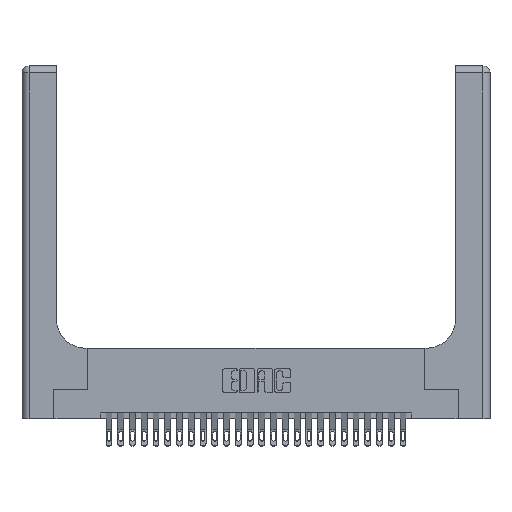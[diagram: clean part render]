
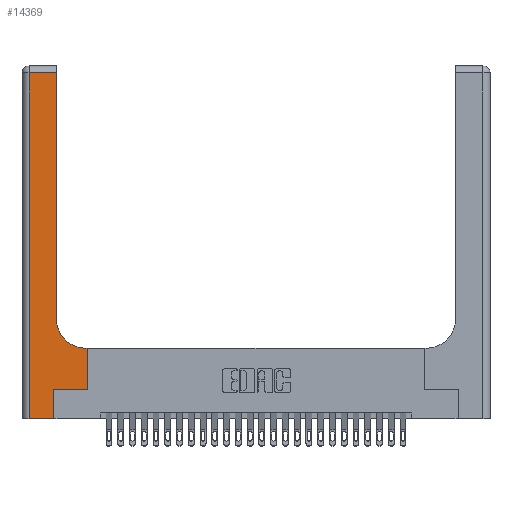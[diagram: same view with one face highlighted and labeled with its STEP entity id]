
A CAD part, top view. The second image highlights one B-rep face of the part: STEP entity #14369.
In plain terms, the highlighted planar face has unit normal (0, 0, 1).
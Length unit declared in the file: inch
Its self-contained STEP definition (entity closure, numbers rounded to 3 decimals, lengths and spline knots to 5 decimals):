
#995 = ORIENTED_EDGE ( 'NONE', *, *, #24211, .T. ) ;
#1214 = LINE ( 'NONE', #22538, #23596 ) ;
#2065 = CARTESIAN_POINT ( 'NONE',  ( 0.5415, 0.6, 0.37 ) ) ;
#2383 = VECTOR ( 'NONE', #10238, 39.37008 ) ;
#2407 = LINE ( 'NONE', #5041, #19061 ) ;
#2491 = DIRECTION ( 'NONE',  ( 0., 0., -1. ) ) ;
#2687 = ORIENTED_EDGE ( 'NONE', *, *, #7469, .T. ) ;
#3258 = CARTESIAN_POINT ( 'NONE',  ( 0., 0., 0.37 ) ) ;
#3858 = CARTESIAN_POINT ( 'NONE',  ( 0.269, 0., 0.37 ) ) ;
#4151 = EDGE_CURVE ( 'NONE', #17276, #4494, #17706, .T. ) ;
#4235 = DIRECTION ( 'NONE',  ( 0., 0., -1. ) ) ;
#4494 = VERTEX_POINT ( 'NONE', #5730 ) ;
#4521 = EDGE_CURVE ( 'NONE', #8924, #20665, #13994, .T. ) ;
#4527 = VERTEX_POINT ( 'NONE', #16751 ) ;
#5041 = CARTESIAN_POINT ( 'NONE',  ( 0.2915, 3., 0.37 ) ) ;
#5730 = CARTESIAN_POINT ( 'NONE',  ( 0.06, 2.94, 0.37 ) ) ;
#6775 = ORIENTED_EDGE ( 'NONE', *, *, #4151, .T. ) ;
#7186 = VERTEX_POINT ( 'NONE', #2065 ) ;
#7321 = VECTOR ( 'NONE', #23993, 39.37008 ) ;
#7402 = LINE ( 'NONE', #8291, #23319 ) ;
#7469 = EDGE_CURVE ( 'NONE', #20665, #20278, #1214, .T. ) ;
#7777 = CARTESIAN_POINT ( 'NONE',  ( 0.2915, 2.94, 0.37 ) ) ;
#8291 = CARTESIAN_POINT ( 'NONE',  ( 0.269, 0., 0.37 ) ) ;
#8924 = VERTEX_POINT ( 'NONE', #27750 ) ;
#9610 = CIRCLE ( 'NONE', #26122, 0.25 ) ;
#10238 = DIRECTION ( 'NONE',  ( 1., 0., 0. ) ) ;
#10545 = ORIENTED_EDGE ( 'NONE', *, *, #20388, .T. ) ;
#11264 = VERTEX_POINT ( 'NONE', #11494 ) ;
#11392 = EDGE_CURVE ( 'NONE', #4527, #21031, #24948, .T. ) ;
#11494 = CARTESIAN_POINT ( 'NONE',  ( 0.2915, 0.85, 0.37 ) ) ;
#12012 = CARTESIAN_POINT ( 'NONE',  ( 0.5585, 0.25, 0.37 ) ) ;
#12443 = CARTESIAN_POINT ( 'NONE',  ( 0.269, 0.25, 0.37 ) ) ;
#12635 = VECTOR ( 'NONE', #24266, 39.37008 ) ;
#13127 = LINE ( 'NONE', #17487, #7321 ) ;
#13459 = CARTESIAN_POINT ( 'NONE',  ( 0.06, 3., 0.37 ) ) ;
#13629 = ORIENTED_EDGE ( 'NONE', *, *, #19037, .T. ) ;
#13957 = DIRECTION ( 'NONE',  ( 0., 1., 0. ) ) ;
#13994 = LINE ( 'NONE', #12443, #2383 ) ;
#14369 = ADVANCED_FACE ( 'NONE', ( #19750 ), #17250, .F. ) ;
#14668 = CARTESIAN_POINT ( 'NONE',  ( 0.5585, 0.6, 0.37 ) ) ;
#15510 = CARTESIAN_POINT ( 'NONE',  ( 0.5415, 0.85, 0.37 ) ) ;
#15543 = DIRECTION ( 'NONE',  ( -1., 0., 0. ) ) ;
#16751 = CARTESIAN_POINT ( 'NONE',  ( 0.06, 0., 0.37 ) ) ;
#17017 = VECTOR ( 'NONE', #15543, 39.37008 ) ;
#17250 = PLANE ( 'NONE',  #19834 ) ;
#17276 = VERTEX_POINT ( 'NONE', #7777 ) ;
#17487 = CARTESIAN_POINT ( 'NONE',  ( 0.2915, 0.6, 0.37 ) ) ;
#17689 = DIRECTION ( 'NONE',  ( 1., 0., 0. ) ) ;
#17706 = LINE ( 'NONE', #21973, #17017 ) ;
#17988 = ORIENTED_EDGE ( 'NONE', *, *, #11392, .T. ) ;
#18320 = ORIENTED_EDGE ( 'NONE', *, *, #23663, .T. ) ;
#18348 = LINE ( 'NONE', #13459, #12635 ) ;
#18455 = DIRECTION ( 'NONE',  ( 1., 0., 0. ) ) ;
#19037 = EDGE_CURVE ( 'NONE', #21031, #8924, #7402, .T. ) ;
#19061 = VECTOR ( 'NONE', #22424, 39.37008 ) ;
#19430 = DIRECTION ( 'NONE',  ( -1., 0., 0. ) ) ;
#19750 = FACE_OUTER_BOUND ( 'NONE', #27139, .T. ) ;
#19834 = AXIS2_PLACEMENT_3D ( 'NONE', #23588, #4235, #19430 ) ;
#19872 = VECTOR ( 'NONE', #18455, 39.37008 ) ;
#20278 = VERTEX_POINT ( 'NONE', #14668 ) ;
#20388 = EDGE_CURVE ( 'NONE', #20278, #7186, #13127, .T. ) ;
#20665 = VERTEX_POINT ( 'NONE', #12012 ) ;
#21031 = VERTEX_POINT ( 'NONE', #3858 ) ;
#21306 = DIRECTION ( 'NONE',  ( 0., 1., 0. ) ) ;
#21973 = CARTESIAN_POINT ( 'NONE',  ( 0., 2.94, 0.37 ) ) ;
#22424 = DIRECTION ( 'NONE',  ( 0., 1., 0. ) ) ;
#22538 = CARTESIAN_POINT ( 'NONE',  ( 0.5585, 0.25, 0.37 ) ) ;
#23319 = VECTOR ( 'NONE', #21306, 39.37008 ) ;
#23588 = CARTESIAN_POINT ( 'NONE',  ( 0., 3., 0.37 ) ) ;
#23596 = VECTOR ( 'NONE', #13957, 39.37008 ) ;
#23663 = EDGE_CURVE ( 'NONE', #7186, #11264, #9610, .T. ) ;
#23993 = DIRECTION ( 'NONE',  ( -1., 0., 0. ) ) ;
#24211 = EDGE_CURVE ( 'NONE', #11264, #17276, #2407, .T. ) ;
#24266 = DIRECTION ( 'NONE',  ( 0., -1., 0. ) ) ;
#24710 = EDGE_CURVE ( 'NONE', #4494, #4527, #18348, .T. ) ;
#24727 = ORIENTED_EDGE ( 'NONE', *, *, #24710, .T. ) ;
#24948 = LINE ( 'NONE', #3258, #19872 ) ;
#25093 = ORIENTED_EDGE ( 'NONE', *, *, #4521, .T. ) ;
#26122 = AXIS2_PLACEMENT_3D ( 'NONE', #15510, #2491, #17689 ) ;
#27139 = EDGE_LOOP ( 'NONE', ( #995, #6775, #24727, #17988, #13629, #25093, #2687, #10545, #18320 ) ) ;
#27750 = CARTESIAN_POINT ( 'NONE',  ( 0.269, 0.25, 0.37 ) ) ;
